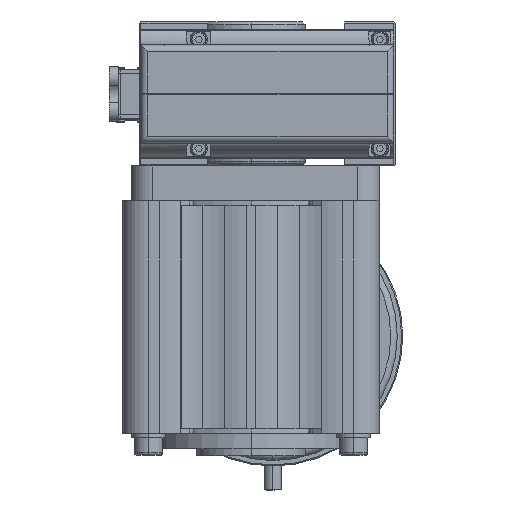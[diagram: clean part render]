
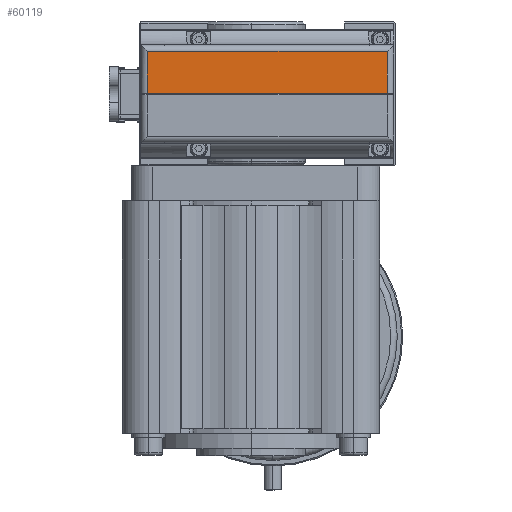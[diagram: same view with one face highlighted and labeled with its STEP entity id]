
A CAD part, left-side view. The second image highlights one B-rep face of the part: STEP entity #60119.
In plain terms, the highlighted planar face has unit normal (-1, 0, 0).
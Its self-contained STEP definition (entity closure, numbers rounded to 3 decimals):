
#1594 = CARTESIAN_POINT ( 'NONE',  ( -264.5, 40.167, 0.25 ) ) ;
#3960 = FACE_OUTER_BOUND ( 'NONE', #57751, .T. ) ;
#6081 = DIRECTION ( 'NONE',  ( 0., 0., -1. ) ) ;
#7018 = EDGE_CURVE ( 'NONE', #31858, #35651, #28032, .T. ) ;
#7647 = DIRECTION ( 'NONE',  ( 1., 0., 0. ) ) ;
#7867 = CARTESIAN_POINT ( 'NONE',  ( -264.5, 3.5, 19.5 ) ) ;
#10045 = CARTESIAN_POINT ( 'NONE',  ( -264.5, 3.5, 0.25 ) ) ;
#16047 = LINE ( 'NONE', #36336, #18461 ) ;
#17156 = VERTEX_POINT ( 'NONE', #58549 ) ;
#18266 = DIRECTION ( 'NONE',  ( 0., 1., 0. ) ) ;
#18461 = VECTOR ( 'NONE', #6081, 1000. ) ;
#23042 = VERTEX_POINT ( 'NONE', #7867 ) ;
#24811 = ORIENTED_EDGE ( 'NONE', *, *, #7018, .T. ) ;
#24923 = ORIENTED_EDGE ( 'NONE', *, *, #41007, .F. ) ;
#26054 = ORIENTED_EDGE ( 'NONE', *, *, #33670, .T. ) ;
#28032 = B_SPLINE_CURVE_WITH_KNOTS ( 'NONE', 3,
 ( #62782, #31184, #1594, #32501 ),
 .UNSPECIFIED., .F., .F.,
 ( 4, 4 ),
 ( 0., 1. ),
 .UNSPECIFIED. ) ;
#28245 = CARTESIAN_POINT ( 'NONE',  ( -264.5, 113.5, 29.5 ) ) ;
#31184 = CARTESIAN_POINT ( 'NONE',  ( -264.5, 76.833, 0.25 ) ) ;
#31858 = VERTEX_POINT ( 'NONE', #34112 ) ;
#32501 = CARTESIAN_POINT ( 'NONE',  ( -264.5, 3.5, 0.25 ) ) ;
#33670 = EDGE_CURVE ( 'NONE', #17156, #31858, #40006, .T. ) ;
#33729 = ORIENTED_EDGE ( 'NONE', *, *, #49821, .F. ) ;
#34112 = CARTESIAN_POINT ( 'NONE',  ( -264.5, 113.5, 0.25 ) ) ;
#34697 = VECTOR ( 'NONE', #50971, 1000. ) ;
#35651 = VERTEX_POINT ( 'NONE', #10045 ) ;
#35861 = AXIS2_PLACEMENT_3D ( 'NONE', #28245, #7647, #18266 ) ;
#36336 = CARTESIAN_POINT ( 'NONE',  ( -264.5, 3.5, 29.5 ) ) ;
#40006 = LINE ( 'NONE', #65281, #34697 ) ;
#40441 = DIRECTION ( 'NONE',  ( 0., -1., 0. ) ) ;
#41007 = EDGE_CURVE ( 'NONE', #17156, #23042, #59444, .T. ) ;
#49821 = EDGE_CURVE ( 'NONE', #23042, #35651, #16047, .T. ) ;
#50121 = CARTESIAN_POINT ( 'NONE',  ( -264.5, 116.5, 19.5 ) ) ;
#50971 = DIRECTION ( 'NONE',  ( 0., 0., -1. ) ) ;
#57751 = EDGE_LOOP ( 'NONE', ( #33729, #24923, #26054, #24811 ) ) ;
#58063 = VECTOR ( 'NONE', #40441, 1000. ) ;
#58549 = CARTESIAN_POINT ( 'NONE',  ( -264.5, 113.5, 19.5 ) ) ;
#59444 = LINE ( 'NONE', #50121, #58063 ) ;
#60119 = ADVANCED_FACE ( 'NONE', ( #3960 ), #63840, .F. ) ;
#62782 = CARTESIAN_POINT ( 'NONE',  ( -264.5, 113.5, 0.25 ) ) ;
#63840 = PLANE ( 'NONE',  #35861 ) ;
#65281 = CARTESIAN_POINT ( 'NONE',  ( -264.5, 113.5, 29.5 ) ) ;
